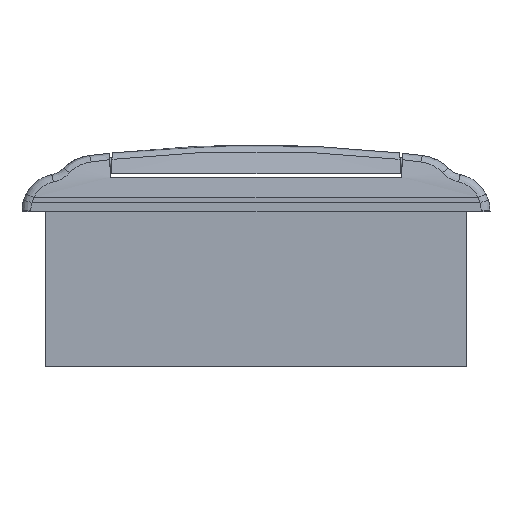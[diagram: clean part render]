
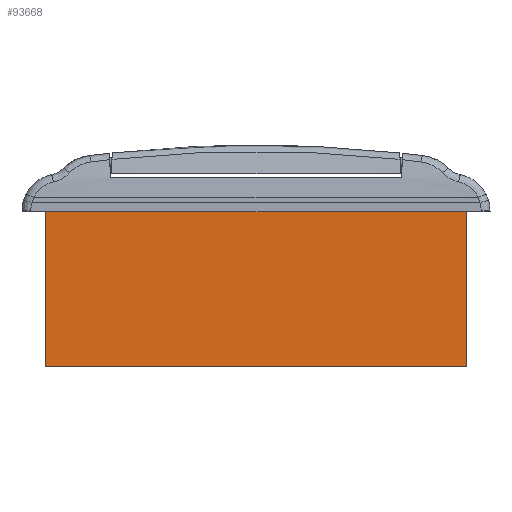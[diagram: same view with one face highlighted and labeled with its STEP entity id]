
A CAD part, left-side view. The second image highlights one B-rep face of the part: STEP entity #93668.
In plain terms, the highlighted planar face has unit normal (-1, 0, 0).
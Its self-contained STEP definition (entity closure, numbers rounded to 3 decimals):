
#398 = EDGE_CURVE ( 'NONE', #122041, #72134, #60776, .T. ) ;
#735 = ORIENTED_EDGE ( 'NONE', *, *, #398, .F. ) ;
#1554 = CARTESIAN_POINT ( 'NONE',  ( -142.5, -95., 7. ) ) ;
#8105 = FACE_OUTER_BOUND ( 'NONE', #37555, .T. ) ;
#15954 = CARTESIAN_POINT ( 'NONE',  ( -142.5, -95., -70. ) ) ;
#16553 = CARTESIAN_POINT ( 'NONE',  ( -142.5, 95., -70. ) ) ;
#17118 = DIRECTION ( 'NONE',  ( 0., -1., 0. ) ) ;
#18196 = AXIS2_PLACEMENT_3D ( 'NONE', #16553, #97097, #36811 ) ;
#21062 = LINE ( 'NONE', #128804, #74595 ) ;
#23138 = EDGE_CURVE ( 'NONE', #89071, #122041, #89051, .T. ) ;
#26089 = DIRECTION ( 'NONE',  ( 0., 0., -1. ) ) ;
#32422 = VECTOR ( 'NONE', #17118, 1000. ) ;
#34023 = VECTOR ( 'NONE', #67942, 1000. ) ;
#35472 = VECTOR ( 'NONE', #26089, 1000. ) ;
#36811 = DIRECTION ( 'NONE',  ( 0., 1., 0. ) ) ;
#36825 = EDGE_CURVE ( 'NONE', #102758, #89071, #109577, .T. ) ;
#37555 = EDGE_LOOP ( 'NONE', ( #105874, #119259, #735, #114861 ) ) ;
#48371 = CARTESIAN_POINT ( 'NONE',  ( -142.5, 95., 7. ) ) ;
#56167 = CARTESIAN_POINT ( 'NONE',  ( -142.5, 95., 7. ) ) ;
#60776 = LINE ( 'NONE', #77220, #34023 ) ;
#67854 = CARTESIAN_POINT ( 'NONE',  ( -142.5, -95., -70. ) ) ;
#67942 = DIRECTION ( 'NONE',  ( 0., 1., 0. ) ) ;
#68491 = DIRECTION ( 'NONE',  ( 0., 0., 1. ) ) ;
#72134 = VERTEX_POINT ( 'NONE', #110269 ) ;
#74595 = VECTOR ( 'NONE', #68491, 1000. ) ;
#77220 = CARTESIAN_POINT ( 'NONE',  ( -142.5, -95., -70. ) ) ;
#89051 = LINE ( 'NONE', #15954, #35472 ) ;
#89071 = VERTEX_POINT ( 'NONE', #1554 ) ;
#93668 = ADVANCED_FACE ( 'NONE', ( #8105 ), #127023, .F. ) ;
#94874 = EDGE_CURVE ( 'NONE', #72134, #102758, #21062, .T. ) ;
#97097 = DIRECTION ( 'NONE',  ( 1., 0., 0. ) ) ;
#102758 = VERTEX_POINT ( 'NONE', #56167 ) ;
#105874 = ORIENTED_EDGE ( 'NONE', *, *, #36825, .F. ) ;
#109577 = LINE ( 'NONE', #48371, #32422 ) ;
#110269 = CARTESIAN_POINT ( 'NONE',  ( -142.5, 95., -70. ) ) ;
#114861 = ORIENTED_EDGE ( 'NONE', *, *, #23138, .F. ) ;
#119259 = ORIENTED_EDGE ( 'NONE', *, *, #94874, .F. ) ;
#122041 = VERTEX_POINT ( 'NONE', #67854 ) ;
#127023 = PLANE ( 'NONE',  #18196 ) ;
#128804 = CARTESIAN_POINT ( 'NONE',  ( -142.5, 95., -70. ) ) ;
